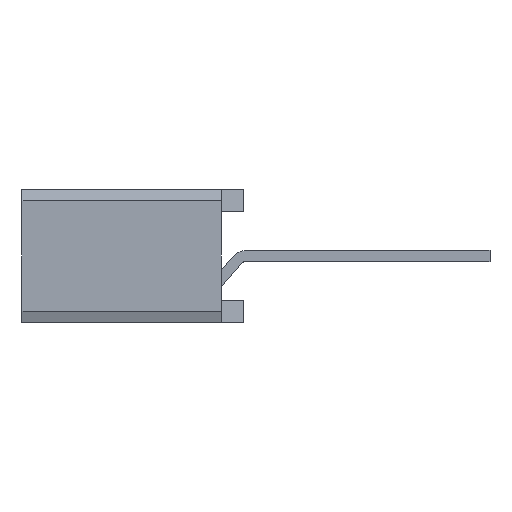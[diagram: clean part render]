
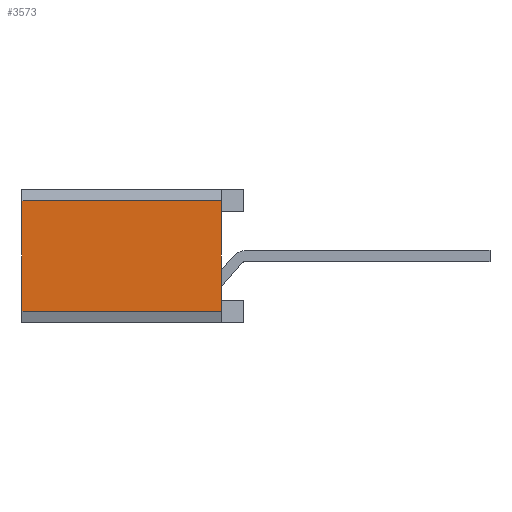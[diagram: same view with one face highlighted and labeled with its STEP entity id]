
A CAD part, left-side view. The second image highlights one B-rep face of the part: STEP entity #3573.
In plain terms, the highlighted planar face has unit normal (-1, 0, 0).
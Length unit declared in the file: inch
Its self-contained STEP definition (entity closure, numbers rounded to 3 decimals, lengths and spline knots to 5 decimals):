
#194=ORIENTED_EDGE('',*,*,#1211,.T.);
#195=ORIENTED_EDGE('',*,*,#1212,.T.);
#196=ORIENTED_EDGE('',*,*,#1213,.T.);
#197=ORIENTED_EDGE('',*,*,#1214,.F.);
#1211=EDGE_CURVE('',#1712,#1713,#2071,.T.);
#1212=EDGE_CURVE('',#1713,#1714,#2072,.T.);
#1213=EDGE_CURVE('',#1714,#1715,#2073,.T.);
#1214=EDGE_CURVE('',#1712,#1715,#2074,.T.);
#1712=VERTEX_POINT('',#5164);
#1713=VERTEX_POINT('',#5165);
#1714=VERTEX_POINT('',#5167);
#1715=VERTEX_POINT('',#5169);
#2071=LINE('',#5163,#2567);
#2072=LINE('',#5166,#2568);
#2073=LINE('',#5168,#2569);
#2074=LINE('',#5170,#2570);
#2567=VECTOR('',#4161,39.37008);
#2568=VECTOR('',#4162,39.37008);
#2569=VECTOR('',#4163,39.37008);
#2570=VECTOR('',#4164,39.37008);
#2974=EDGE_LOOP('',(#194,#195,#196,#197));
#3182=FACE_BOUND('',#2974,.T.);
#3390=PLANE('',#3804);
#3573=ADVANCED_FACE('',(#3182),#3390,.F.);
#3804=AXIS2_PLACEMENT_3D('',#5162,#4159,#4160);
#4159=DIRECTION('',(1.,0.,0.));
#4160=DIRECTION('',(0.,0.,-1.));
#4161=DIRECTION('',(0.,-1.,0.));
#4162=DIRECTION('',(0.,0.,1.));
#4163=DIRECTION('',(0.,1.,0.));
#4164=DIRECTION('',(0.,0.,1.));
#5162=CARTESIAN_POINT('',(-0.25,0.2,-0.06));
#5163=CARTESIAN_POINT('',(-0.25,0.2,-0.05));
#5164=CARTESIAN_POINT('',(-0.25,0.2,-0.05));
#5165=CARTESIAN_POINT('',(-0.25,0.02,-0.05));
#5166=CARTESIAN_POINT('',(-0.25,0.02,-0.04));
#5167=CARTESIAN_POINT('',(-0.25,0.02,0.05));
#5168=CARTESIAN_POINT('',(-0.25,0.2,0.05));
#5169=CARTESIAN_POINT('',(-0.25,0.2,0.05));
#5170=CARTESIAN_POINT('',(-0.25,0.2,-0.06));
